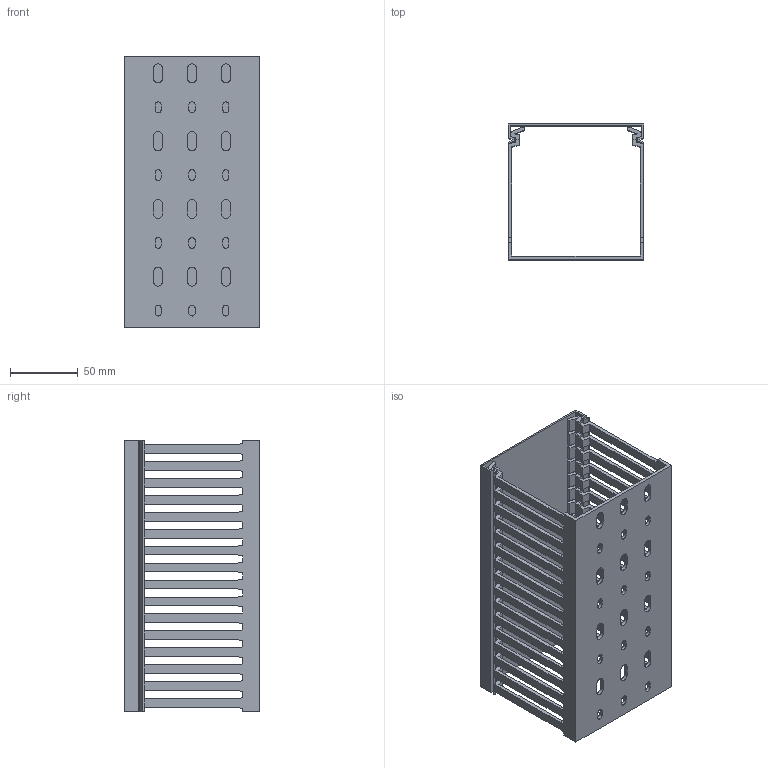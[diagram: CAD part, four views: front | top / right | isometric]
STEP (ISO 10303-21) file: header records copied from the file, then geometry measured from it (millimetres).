
FILE_DESCRIPTION((''),'2;1');
FILE_NAME('HA7100100_ASM','2022-04-08T08:55:21',('pfeiferc'),(''),'CREO PARAMETRIC BY PTC INC, 2021184','CREO PARAMETRIC BY PTC INC, 2021184','');
FILE_SCHEMA(('AUTOMOTIVE_DESIGN { 1 0 10303 214 1 1 1 1 }'));
Length unit declared in the file: millimetre
Products named in the file (3): PROXY_55504-M; PROXY_21051-M; HA7100100_ASM
Assembly tree (2 placements, depth 2):
  HA7100100_ASM
    PROXY_55504-M
    PROXY_21051-M
Bounding box: 100.1 x 100 x 200 mm (x, y, z)
Volume: 154768.8 mm3; surface area: 164579 mm2
Topology: 2 solids, 2 shells, 736 faces, 2258 edges, 1546 vertices
Faces by surface type: plane 618, cylinder 118
Entity records: 33593 total; most frequent: CARTESIAN_POINT 4626, ORIENTED_EDGE 4392, DIRECTION 4247, PRESENTATION_STYLE_ASSIGNMENT 2215, STYLED_ITEM 2215, CURVE_STYLE 2214, EDGE_CURVE 2196, VECTOR 2008
